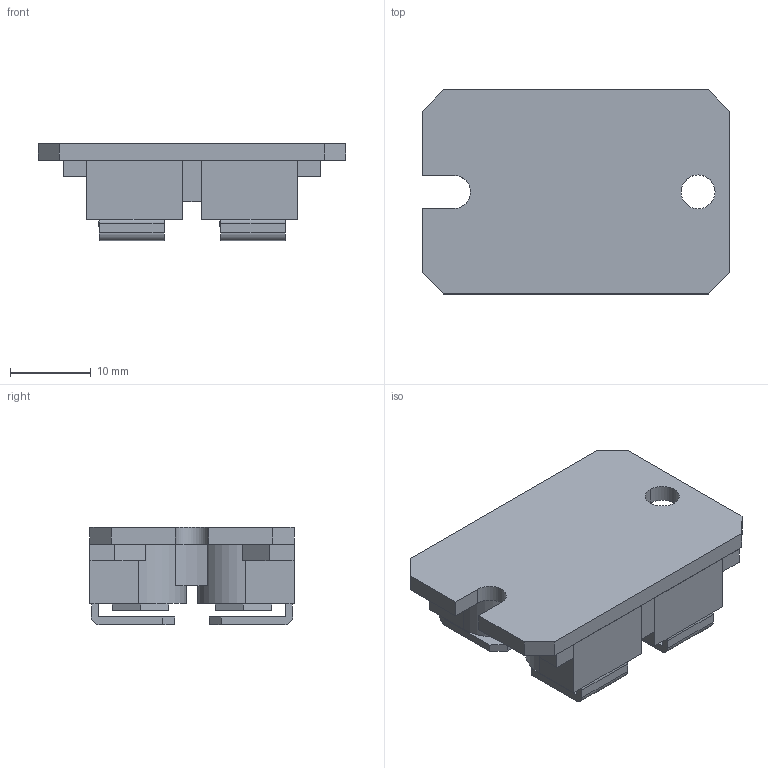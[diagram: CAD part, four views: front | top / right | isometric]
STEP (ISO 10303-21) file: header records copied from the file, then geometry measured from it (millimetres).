
FILE_DESCRIPTION((''),'2;1');
FILE_NAME('IXYS_SOT-227B_flip.stp','2011-10-17T13:19:48',(''),(''),'Mechanical Desktop 2011','Mechanical Desktop 2011',', , ');
FILE_SCHEMA(('AUTOMOTIVE_DESIGN { 1 2 10303 214 1 1 1 1 }'));
Length unit declared in the file: millimetre
Products named in the file (1): Product
Bounding box: 38.1 x 25.25 x 12.02 mm (x, y, z)
Volume: 7014.8 mm3; surface area: 6853.6 mm2
Topology: 18 solids, 18 shells, 176 faces, 420 edges, 280 vertices
Faces by surface type: plane 103, bspline 44, cylinder 29
Entity records: 5323 total; most frequent: CARTESIAN_POINT 1205, ORIENTED_EDGE 840, DIRECTION 772, EDGE_CURVE 420, VECTOR 334, LINE 334, VERTEX_POINT 280, AXIS2_PLACEMENT_3D 219
